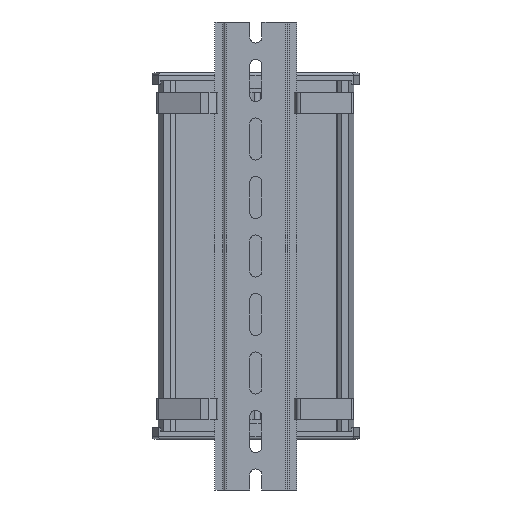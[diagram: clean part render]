
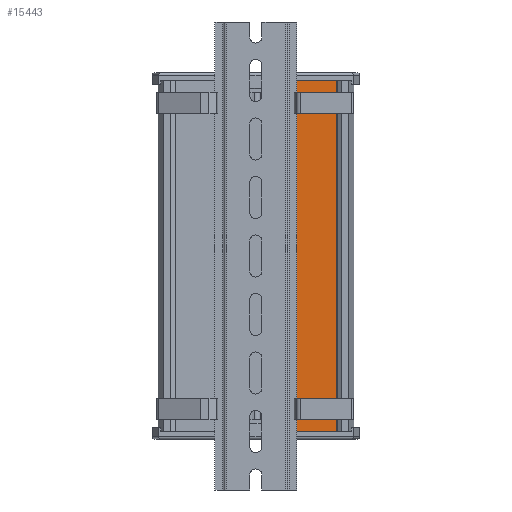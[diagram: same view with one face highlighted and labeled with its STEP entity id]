
A CAD part, front view. The second image highlights one B-rep face of the part: STEP entity #15443.
In plain terms, the highlighted planar face has unit normal (0, -1, 0).
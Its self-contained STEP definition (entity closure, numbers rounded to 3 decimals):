
#2246 = DIRECTION ( 'NONE',  ( 0., 0., 1. ) ) ;
#2406 = CARTESIAN_POINT ( 'NONE',  ( 6.025, -1.653, -150. ) ) ;
#2811 = LINE ( 'NONE', #5662, #5521 ) ;
#3401 = DIRECTION ( 'NONE',  ( 0., -1., 0. ) ) ;
#3409 = LINE ( 'NONE', #12515, #19588 ) ;
#4600 = CARTESIAN_POINT ( 'NONE',  ( 34.109, -1.653, -150. ) ) ;
#4661 = VERTEX_POINT ( 'NONE', #22053 ) ;
#5514 = VERTEX_POINT ( 'NONE', #21048 ) ;
#5521 = VECTOR ( 'NONE', #11270, 1000. ) ;
#5604 = AXIS2_PLACEMENT_3D ( 'NONE', #11844, #3401, #13365 ) ;
#5662 = CARTESIAN_POINT ( 'NONE',  ( 6.025, -1.653, -150. ) ) ;
#7150 = VERTEX_POINT ( 'NONE', #2406 ) ;
#8044 = CARTESIAN_POINT ( 'NONE',  ( 6.025, -1.653, 0. ) ) ;
#9087 = CARTESIAN_POINT ( 'NONE',  ( 34.109, -1.653, -150. ) ) ;
#9165 = EDGE_CURVE ( 'NONE', #16852, #5514, #20729, .T. ) ;
#9429 = LINE ( 'NONE', #8044, #22153 ) ;
#9782 = ORIENTED_EDGE ( 'NONE', *, *, #15875, .F. ) ;
#9973 = DIRECTION ( 'NONE',  ( 1., 0., 0. ) ) ;
#11270 = DIRECTION ( 'NONE',  ( 1., 0., 0. ) ) ;
#11343 = EDGE_CURVE ( 'NONE', #7150, #4661, #3409, .T. ) ;
#11645 = PLANE ( 'NONE',  #5604 ) ;
#11797 = EDGE_CURVE ( 'NONE', #7150, #16852, #2811, .T. ) ;
#11844 = CARTESIAN_POINT ( 'NONE',  ( 6.025, -1.653, -150. ) ) ;
#12515 = CARTESIAN_POINT ( 'NONE',  ( 6.025, -1.653, -150. ) ) ;
#13365 = DIRECTION ( 'NONE',  ( 0., 0., -1. ) ) ;
#13464 = EDGE_LOOP ( 'NONE', ( #9782, #17576, #17907, #18273 ) ) ;
#14984 = VECTOR ( 'NONE', #16792, 1000. ) ;
#15443 = ADVANCED_FACE ( 'NONE', ( #15612 ), #11645, .T. ) ;
#15612 = FACE_OUTER_BOUND ( 'NONE', #13464, .T. ) ;
#15875 = EDGE_CURVE ( 'NONE', #4661, #5514, #9429, .T. ) ;
#16792 = DIRECTION ( 'NONE',  ( 0., 0., 1. ) ) ;
#16852 = VERTEX_POINT ( 'NONE', #9087 ) ;
#17576 = ORIENTED_EDGE ( 'NONE', *, *, #11343, .F. ) ;
#17907 = ORIENTED_EDGE ( 'NONE', *, *, #11797, .T. ) ;
#18273 = ORIENTED_EDGE ( 'NONE', *, *, #9165, .T. ) ;
#19588 = VECTOR ( 'NONE', #2246, 1000. ) ;
#20729 = LINE ( 'NONE', #4600, #14984 ) ;
#21048 = CARTESIAN_POINT ( 'NONE',  ( 34.109, -1.653, 0. ) ) ;
#22053 = CARTESIAN_POINT ( 'NONE',  ( 6.025, -1.653, 0. ) ) ;
#22153 = VECTOR ( 'NONE', #9973, 1000. ) ;
